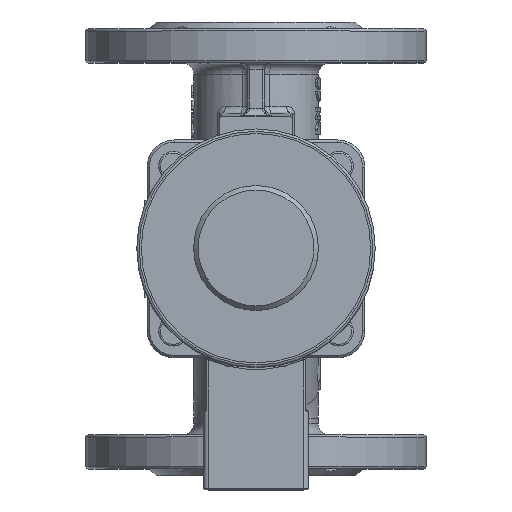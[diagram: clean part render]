
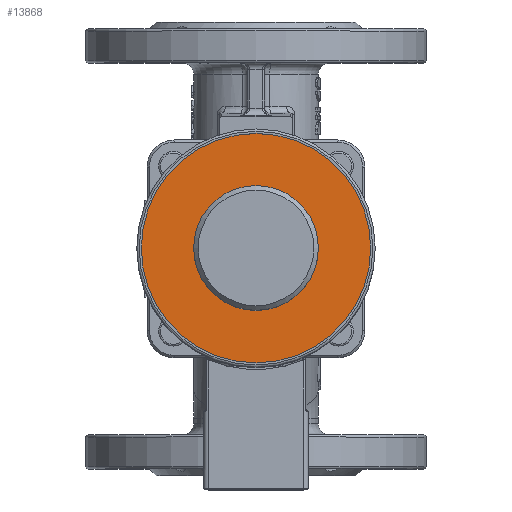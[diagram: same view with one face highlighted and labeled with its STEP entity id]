
A CAD part, top view. The second image highlights one B-rep face of the part: STEP entity #13868.
In plain terms, the highlighted planar face has unit normal (0, 0, 1).
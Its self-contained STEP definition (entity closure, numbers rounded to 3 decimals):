
#2985=PLANE('',#14760);
#3326=FACE_BOUND('',#4329,.T.);
#3442=FACE_OUTER_BOUND('',#4328,.T.);
#4328=EDGE_LOOP('',(#9349));
#4329=EDGE_LOOP('',(#9350));
#5315=CIRCLE('',#14761,50.58);
#5316=CIRCLE('',#14762,27.5);
#5770=VERTEX_POINT('',#19121);
#5771=VERTEX_POINT('',#19123);
#7172=EDGE_CURVE('',#5770,#5770,#5315,.T.);
#7173=EDGE_CURVE('',#5771,#5771,#5316,.T.);
#9349=ORIENTED_EDGE('',*,*,#7172,.T.);
#9350=ORIENTED_EDGE('',*,*,#7173,.F.);
#13868=ADVANCED_FACE('',(#3442,#3326),#2985,.T.);
#14760=AXIS2_PLACEMENT_3D('',#19120,#15933,#15934);
#14761=AXIS2_PLACEMENT_3D('',#19122,#15935,#15936);
#14762=AXIS2_PLACEMENT_3D('',#19124,#15937,#15938);
#15933=DIRECTION('center_axis',(0.,0.,
1.));
#15934=DIRECTION('ref_axis',(0.,1.,0.));
#15935=DIRECTION('center_axis',(0.,0.,
1.));
#15936=DIRECTION('ref_axis',(0.,-1.,0.));
#15937=DIRECTION('center_axis',(0.,0.,
1.));
#15938=DIRECTION('ref_axis',(1.,0.,0.));
#19120=CARTESIAN_POINT('Origin',(-20.92,0.,
206.68));
#19121=CARTESIAN_POINT('',(-50.58,0.,206.68));
#19122=CARTESIAN_POINT('Origin',(0.,0.,
206.68));
#19123=CARTESIAN_POINT('',(-27.5,0.,206.68));
#19124=CARTESIAN_POINT('Origin',(0.,0.,
206.68));
